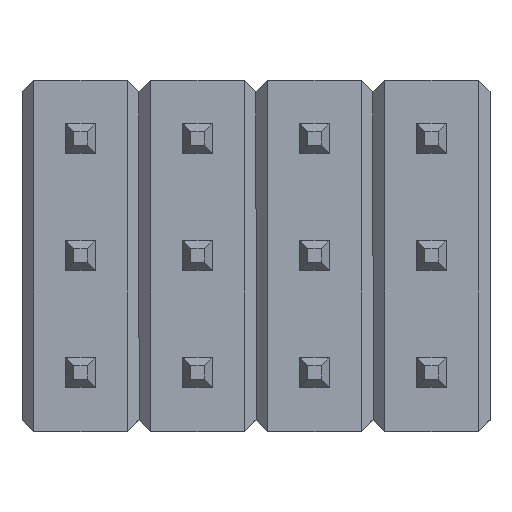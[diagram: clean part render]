
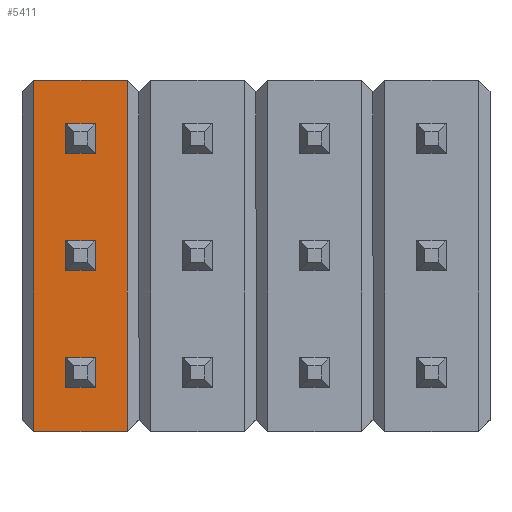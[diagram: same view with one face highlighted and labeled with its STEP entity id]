
A CAD part, top view. The second image highlights one B-rep face of the part: STEP entity #5411.
In plain terms, the highlighted planar face has unit normal (0, 0, 1).
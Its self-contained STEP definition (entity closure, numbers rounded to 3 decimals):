
#5 = VERTEX_POINT ( 'NONE', #6111 ) ;
#59 = ORIENTED_EDGE ( 'NONE', *, *, #4231, .F. ) ;
#127 = EDGE_CURVE ( 'NONE', #10888, #1274, #1619, .T. ) ;
#141 = EDGE_CURVE ( 'NONE', #7934, #3044, #5687, .T. ) ;
#161 = CARTESIAN_POINT ( 'NONE',  ( -4.127, 0.318, 2.54 ) ) ;
#259 = CARTESIAN_POINT ( 'NONE',  ( -4.127, 0., 2.54 ) ) ;
#264 = DIRECTION ( 'NONE',  ( 0., 1., 0. ) ) ;
#268 = CARTESIAN_POINT ( 'NONE',  ( 0., 0.318, 2.54 ) ) ;
#281 = LINE ( 'NONE', #5774, #3475 ) ;
#289 = DIRECTION ( 'NONE',  ( 0., -1., 0. ) ) ;
#394 = VERTEX_POINT ( 'NONE', #161 ) ;
#682 = EDGE_CURVE ( 'NONE', #4669, #5, #281, .T. ) ;
#783 = LINE ( 'NONE', #7975, #8235 ) ;
#981 = EDGE_CURVE ( 'NONE', #6144, #394, #10819, .T. ) ;
#1268 = CARTESIAN_POINT ( 'NONE',  ( 0., -2.223, 2.54 ) ) ;
#1274 = VERTEX_POINT ( 'NONE', #9536 ) ;
#1352 = VERTEX_POINT ( 'NONE', #2237 ) ;
#1486 = VECTOR ( 'NONE', #7102, 1000. ) ;
#1572 = DIRECTION ( 'NONE',  ( 0., 1., 0. ) ) ;
#1619 = LINE ( 'NONE', #7984, #6907 ) ;
#1660 = DIRECTION ( 'NONE',  ( 0., 0., 1. ) ) ;
#1818 = VERTEX_POINT ( 'NONE', #1997 ) ;
#1853 = CARTESIAN_POINT ( 'NONE',  ( -2.79, -3.81, 2.54 ) ) ;
#1878 = LINE ( 'NONE', #259, #9002 ) ;
#1884 = EDGE_CURVE ( 'NONE', #2829, #10888, #7773, .T. ) ;
#1986 = ORIENTED_EDGE ( 'NONE', *, *, #127, .F. ) ;
#1997 = CARTESIAN_POINT ( 'NONE',  ( -4.127, 2.858, 2.54 ) ) ;
#2020 = DIRECTION ( 'NONE',  ( -1., 0., 0. ) ) ;
#2065 = LINE ( 'NONE', #7907, #9851 ) ;
#2075 = ORIENTED_EDGE ( 'NONE', *, *, #8787, .F. ) ;
#2091 = LINE ( 'NONE', #5543, #5745 ) ;
#2107 = VECTOR ( 'NONE', #2020, 1000. ) ;
#2220 = DIRECTION ( 'NONE',  ( -1., 0., 0. ) ) ;
#2237 = CARTESIAN_POINT ( 'NONE',  ( -2.79, 3.81, 2.54 ) ) ;
#2256 = ORIENTED_EDGE ( 'NONE', *, *, #4516, .T. ) ;
#2335 = ORIENTED_EDGE ( 'NONE', *, *, #5793, .T. ) ;
#2405 = ORIENTED_EDGE ( 'NONE', *, *, #1884, .F. ) ;
#2829 = VERTEX_POINT ( 'NONE', #7839 ) ;
#2978 = CARTESIAN_POINT ( 'NONE',  ( -4.83, 3.81, 2.54 ) ) ;
#3044 = VERTEX_POINT ( 'NONE', #4238 ) ;
#3333 = DIRECTION ( 'NONE',  ( 0., 1., 0. ) ) ;
#3370 = CARTESIAN_POINT ( 'NONE',  ( 0., 0., 2.54 ) ) ;
#3385 = ORIENTED_EDGE ( 'NONE', *, *, #7166, .F. ) ;
#3408 = VERTEX_POINT ( 'NONE', #9594 ) ;
#3475 = VECTOR ( 'NONE', #1572, 1000. ) ;
#3763 = DIRECTION ( 'NONE',  ( 0., 1., 0. ) ) ;
#4157 = EDGE_CURVE ( 'NONE', #394, #7934, #1878, .T. ) ;
#4212 = CARTESIAN_POINT ( 'NONE',  ( -2.79, 3.56, 2.54 ) ) ;
#4231 = EDGE_CURVE ( 'NONE', #3408, #4669, #783, .T. ) ;
#4238 = CARTESIAN_POINT ( 'NONE',  ( -3.492, -0.318, 2.54 ) ) ;
#4432 = LINE ( 'NONE', #8446, #6491 ) ;
#4506 = VECTOR ( 'NONE', #5978, 1000. ) ;
#4516 = EDGE_CURVE ( 'NONE', #9854, #10765, #6435, .T. ) ;
#4669 = VERTEX_POINT ( 'NONE', #6766 ) ;
#4881 = CARTESIAN_POINT ( 'NONE',  ( -3.492, -2.223, 2.54 ) ) ;
#4948 = LINE ( 'NONE', #6746, #10373 ) ;
#4978 = PLANE ( 'NONE',  #7511 ) ;
#5234 = ORIENTED_EDGE ( 'NONE', *, *, #682, .F. ) ;
#5335 = EDGE_CURVE ( 'NONE', #7048, #9854, #2065, .T. ) ;
#5343 = VECTOR ( 'NONE', #10251, 1000. ) ;
#5398 = ORIENTED_EDGE ( 'NONE', *, *, #5438, .F. ) ;
#5411 = ADVANCED_FACE ( 'NONE', ( #9312, #6243, #5979, #7069 ), #4978, .T. ) ;
#5438 = EDGE_CURVE ( 'NONE', #1818, #3408, #4432, .T. ) ;
#5543 = CARTESIAN_POINT ( 'NONE',  ( -3.492, 0., 2.54 ) ) ;
#5578 = EDGE_CURVE ( 'NONE', #5, #1818, #4948, .T. ) ;
#5601 = VERTEX_POINT ( 'NONE', #4881 ) ;
#5687 = LINE ( 'NONE', #6224, #1486 ) ;
#5720 = DIRECTION ( 'NONE',  ( 1., 0., 0. ) ) ;
#5745 = VECTOR ( 'NONE', #3763, 1000. ) ;
#5774 = CARTESIAN_POINT ( 'NONE',  ( -3.492, 0., 2.54 ) ) ;
#5789 = CARTESIAN_POINT ( 'NONE',  ( -3.492, 0., 2.54 ) ) ;
#5793 = EDGE_CURVE ( 'NONE', #10765, #1352, #7745, .T. ) ;
#5978 = DIRECTION ( 'NONE',  ( 1., 0., 0. ) ) ;
#5979 = FACE_BOUND ( 'NONE', #8247, .T. ) ;
#6061 = VECTOR ( 'NONE', #3333, 1000. ) ;
#6111 = CARTESIAN_POINT ( 'NONE',  ( -3.492, 2.858, 2.54 ) ) ;
#6131 = ORIENTED_EDGE ( 'NONE', *, *, #9254, .T. ) ;
#6144 = VERTEX_POINT ( 'NONE', #8430 ) ;
#6191 = DIRECTION ( 'NONE',  ( 0., -1., 0. ) ) ;
#6224 = CARTESIAN_POINT ( 'NONE',  ( 0., -0.318, 2.54 ) ) ;
#6243 = FACE_BOUND ( 'NONE', #10273, .T. ) ;
#6435 = LINE ( 'NONE', #1853, #4506 ) ;
#6487 = DIRECTION ( 'NONE',  ( 0., -1., 0. ) ) ;
#6491 = VECTOR ( 'NONE', #10113, 1000. ) ;
#6506 = EDGE_CURVE ( 'NONE', #1274, #5601, #10839, .T. ) ;
#6595 = CARTESIAN_POINT ( 'NONE',  ( -4.127, -2.858, 2.54 ) ) ;
#6746 = CARTESIAN_POINT ( 'NONE',  ( 0., 2.858, 2.54 ) ) ;
#6766 = CARTESIAN_POINT ( 'NONE',  ( -3.492, 2.223, 2.54 ) ) ;
#6788 = CARTESIAN_POINT ( 'NONE',  ( -4.127, -0.318, 2.54 ) ) ;
#6907 = VECTOR ( 'NONE', #9655, 1000. ) ;
#6926 = VECTOR ( 'NONE', #264, 1000. ) ;
#7048 = VERTEX_POINT ( 'NONE', #2978 ) ;
#7069 = FACE_OUTER_BOUND ( 'NONE', #9172, .T. ) ;
#7102 = DIRECTION ( 'NONE',  ( 1., 0., 0. ) ) ;
#7166 = EDGE_CURVE ( 'NONE', #5601, #2829, #9637, .T. ) ;
#7315 = CARTESIAN_POINT ( 'NONE',  ( -4.127, 0., 2.54 ) ) ;
#7408 = ORIENTED_EDGE ( 'NONE', *, *, #5335, .T. ) ;
#7511 = AXIS2_PLACEMENT_3D ( 'NONE', #3370, #1660, #5720 ) ;
#7745 = LINE ( 'NONE', #4212, #6926 ) ;
#7773 = LINE ( 'NONE', #7315, #9727 ) ;
#7839 = CARTESIAN_POINT ( 'NONE',  ( -4.127, -2.223, 2.54 ) ) ;
#7907 = CARTESIAN_POINT ( 'NONE',  ( -4.83, -3.56, 2.54 ) ) ;
#7934 = VERTEX_POINT ( 'NONE', #6788 ) ;
#7956 = ORIENTED_EDGE ( 'NONE', *, *, #6506, .F. ) ;
#7969 = ORIENTED_EDGE ( 'NONE', *, *, #4157, .F. ) ;
#7975 = CARTESIAN_POINT ( 'NONE',  ( 0., 2.223, 2.54 ) ) ;
#7984 = CARTESIAN_POINT ( 'NONE',  ( 0., -2.858, 2.54 ) ) ;
#8169 = LINE ( 'NONE', #10213, #5343 ) ;
#8235 = VECTOR ( 'NONE', #8744, 1000. ) ;
#8247 = EDGE_LOOP ( 'NONE', ( #5234, #59, #5398, #9643 ) ) ;
#8430 = CARTESIAN_POINT ( 'NONE',  ( -3.492, 0.318, 2.54 ) ) ;
#8446 = CARTESIAN_POINT ( 'NONE',  ( -4.127, 0., 2.54 ) ) ;
#8744 = DIRECTION ( 'NONE',  ( 1., 0., 0. ) ) ;
#8787 = EDGE_CURVE ( 'NONE', #3044, #6144, #2091, .T. ) ;
#8828 = EDGE_LOOP ( 'NONE', ( #1986, #2405, #3385, #7956 ) ) ;
#9002 = VECTOR ( 'NONE', #289, 1000. ) ;
#9142 = CARTESIAN_POINT ( 'NONE',  ( -2.79, -3.81, 2.54 ) ) ;
#9172 = EDGE_LOOP ( 'NONE', ( #6131, #7408, #2256, #2335 ) ) ;
#9254 = EDGE_CURVE ( 'NONE', #1352, #7048, #8169, .T. ) ;
#9312 = FACE_BOUND ( 'NONE', #8828, .T. ) ;
#9536 = CARTESIAN_POINT ( 'NONE',  ( -3.492, -2.858, 2.54 ) ) ;
#9594 = CARTESIAN_POINT ( 'NONE',  ( -4.127, 2.223, 2.54 ) ) ;
#9637 = LINE ( 'NONE', #1268, #10805 ) ;
#9643 = ORIENTED_EDGE ( 'NONE', *, *, #5578, .F. ) ;
#9655 = DIRECTION ( 'NONE',  ( 1., 0., 0. ) ) ;
#9727 = VECTOR ( 'NONE', #6487, 1000. ) ;
#9851 = VECTOR ( 'NONE', #6191, 1000. ) ;
#9854 = VERTEX_POINT ( 'NONE', #10359 ) ;
#10113 = DIRECTION ( 'NONE',  ( 0., -1., 0. ) ) ;
#10163 = DIRECTION ( 'NONE',  ( -1., 0., 0. ) ) ;
#10213 = CARTESIAN_POINT ( 'NONE',  ( -2.79, 3.81, 2.54 ) ) ;
#10251 = DIRECTION ( 'NONE',  ( -1., 0., 0. ) ) ;
#10273 = EDGE_LOOP ( 'NONE', ( #10954, #7969, #10746, #2075 ) ) ;
#10359 = CARTESIAN_POINT ( 'NONE',  ( -4.83, -3.81, 2.54 ) ) ;
#10373 = VECTOR ( 'NONE', #10163, 1000. ) ;
#10746 = ORIENTED_EDGE ( 'NONE', *, *, #981, .F. ) ;
#10765 = VERTEX_POINT ( 'NONE', #9142 ) ;
#10805 = VECTOR ( 'NONE', #2220, 1000. ) ;
#10819 = LINE ( 'NONE', #268, #2107 ) ;
#10839 = LINE ( 'NONE', #5789, #6061 ) ;
#10888 = VERTEX_POINT ( 'NONE', #6595 ) ;
#10954 = ORIENTED_EDGE ( 'NONE', *, *, #141, .F. ) ;
